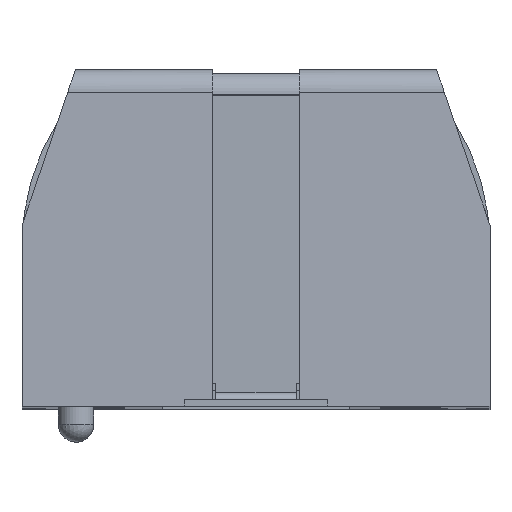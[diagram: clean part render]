
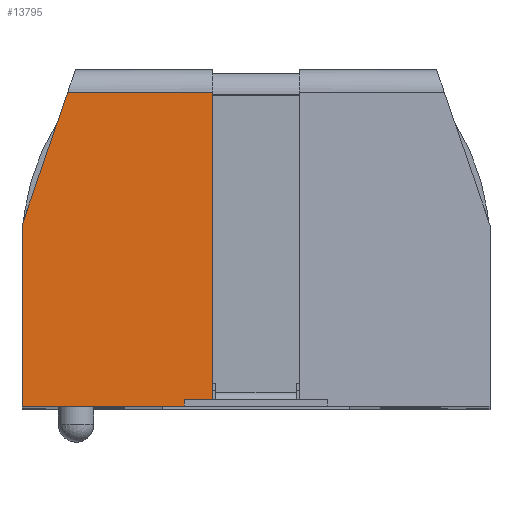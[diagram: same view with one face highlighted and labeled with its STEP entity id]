
A CAD part, top view. The second image highlights one B-rep face of the part: STEP entity #13795.
In plain terms, the highlighted planar face has unit normal (0, 0.018, 1).
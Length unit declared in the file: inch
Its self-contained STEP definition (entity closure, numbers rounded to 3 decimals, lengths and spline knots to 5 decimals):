
#2136=DIRECTION('',(0.,-1.,0.017));
#2137=VECTOR('',#2136,0.54578);
#2138=CARTESIAN_POINT('',(-0.075,0.5457,1.50729));
#2139=LINE('',#2138,#2137);
#2145=DIRECTION('',(1.,0.,0.));
#2146=VECTOR('',#2145,0.3315);
#2147=CARTESIAN_POINT('',(-0.4065,0.,1.51681));
#2148=LINE('',#2147,#2146);
#2149=DIRECTION('',(-0.326,-0.945,0.017));
#2150=VECTOR('',#2149,0.24402);
#2151=CARTESIAN_POINT('',(-0.32706,0.5457,
1.50729));
#2152=LINE('',#2151,#2150);
#2167=DIRECTION('',(0.,1.,-0.017));
#2168=VECTOR('',#2167,0.31505);
#2169=CARTESIAN_POINT('',(-0.4065,0.,1.51681));
#2170=LINE('',#2169,#2168);
#3953=DIRECTION('',(1.,0.,0.));
#3954=VECTOR('',#3953,0.25206);
#3955=CARTESIAN_POINT('',(-0.32706,0.5457,
1.50729));
#3956=LINE('',#3955,#3954);
#11458=CARTESIAN_POINT('',(-0.4065,0.,1.51681));
#11459=CARTESIAN_POINT('',(-0.4065,0.315,1.51131));
#11460=VERTEX_POINT('',#11458);
#11461=VERTEX_POINT('',#11459);
#12054=CARTESIAN_POINT('',(-0.32706,0.5457,
1.50729));
#12055=VERTEX_POINT('',#12054);
#12394=CARTESIAN_POINT('',(-0.075,0.,1.51681));
#12395=VERTEX_POINT('',#12394);
#12660=CARTESIAN_POINT('',(-0.075,0.5457,1.50729));
#12661=VERTEX_POINT('',#12660);
#13780=CARTESIAN_POINT('',(-0.4065,-0.068,1.518));
#13781=DIRECTION('',(0.,0.017,1.));
#13782=DIRECTION('',(1.,0.,0.));
#13783=AXIS2_PLACEMENT_3D('',#13780,#13781,#13782);
#13784=PLANE('',#13783);
#13785=ORIENTED_EDGE('',*,*,#13768,.T.);
#13786=ORIENTED_EDGE('',*,*,#12856,.F.);
#13788=ORIENTED_EDGE('',*,*,#13787,.T.);
#13790=ORIENTED_EDGE('',*,*,#13789,.F.);
#13792=ORIENTED_EDGE('',*,*,#13791,.T.);
#13793=EDGE_LOOP('',(#13785,#13786,#13788,#13790,#13792));
#13794=FACE_OUTER_BOUND('',#13793,.F.);
#13795=ADVANCED_FACE('',(#13794),#13784,.T.);
#12856=EDGE_CURVE('',#11460,#12395,#2148,.T.);
#13768=EDGE_CURVE('',#12661,#12395,#2139,.T.);
#13787=EDGE_CURVE('',#11460,#11461,#2170,.T.);
#13789=EDGE_CURVE('',#12055,#11461,#2152,.T.);
#13791=EDGE_CURVE('',#12055,#12661,#3956,.T.);
